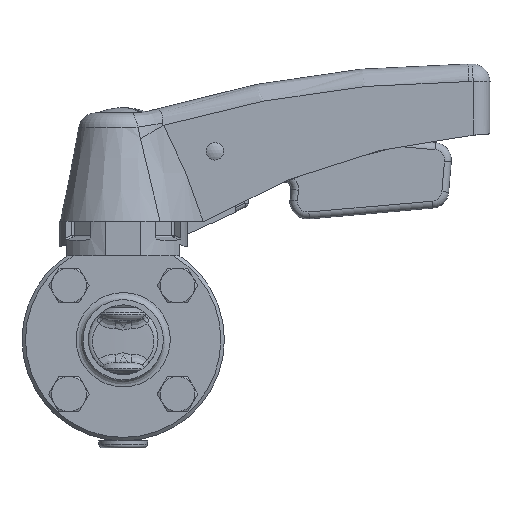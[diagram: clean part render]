
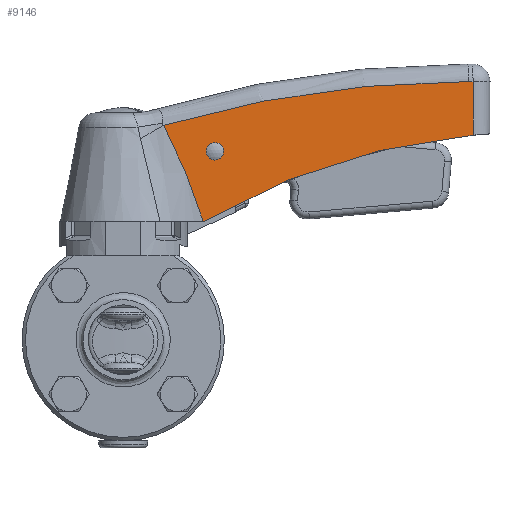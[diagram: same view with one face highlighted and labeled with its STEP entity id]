
A CAD part, left-side view. The second image highlights one B-rep face of the part: STEP entity #9146.
In plain terms, the highlighted planar face has unit normal (-1, -0.026, 0).
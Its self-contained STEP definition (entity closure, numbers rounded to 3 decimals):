
#3389=CARTESIAN_POINT('',(-10.395,-23.28,34.));
#3390=VERTEX_POINT('',#3389);
#3397=CARTESIAN_POINT('',(-10.405,-22.908,34.));
#3398=VERTEX_POINT('',#3397);
#3399=CARTESIAN_POINT('',(-10.395,-23.28,34.));
#3400=DIRECTION('',(-0.026,1.,0.));
#3401=VECTOR('',#3400,0.372);
#3402=LINE('',#3399,#3401);
#3403=EDGE_CURVE('',#3390,#3398,#3402,.T.);
#6982=CARTESIAN_POINT('',(-10.251,-28.778,54.));
#6983=VERTEX_POINT('',#6982);
#6984=CARTESIAN_POINT('',(-10.316,-26.279,54.));
#6985=DIRECTION('',(1.,0.026,0.));
#6986=DIRECTION('',(-0.026,1.,0.));
#6987=AXIS2_PLACEMENT_3D('',#6984,#6985,#6986);
#6988=CIRCLE('',#6987,2.5);
#6989=EDGE_CURVE('',#6983,#6983,#6988,.T.);
#7536=CARTESIAN_POINT('',(-8.382,-100.253,58.621));
#7537=VERTEX_POINT('',#7536);
#7551=CARTESIAN_POINT('',(-7.951,-116.73,-125.643));
#7552=DIRECTION('',(-1.,-0.026,0.));
#7553=DIRECTION('',(0.002,-0.062,-0.998));
#7554=AXIS2_PLACEMENT_3D('',#7551,#7552,#7553);
#7555=CIRCLE('',#7554,185.);
#7556=EDGE_CURVE('',#7537,#3390,#7555,.T.);
#8882=CARTESIAN_POINT('',(-10.7,-11.608,61.441));
#8883=VERTEX_POINT('',#8882);
#8936=CARTESIAN_POINT('',(-10.405,-22.908,34.));
#8937=CARTESIAN_POINT('',(-10.451,-21.125,39.368));
#8938=CARTESIAN_POINT('',(-10.538,-17.796,48.71));
#8939=CARTESIAN_POINT('',(-10.645,-13.711,57.758));
#8940=CARTESIAN_POINT('',(-10.7,-11.608,61.441));
#8941=B_SPLINE_CURVE_WITH_KNOTS('',3,(#8936,#8937,#8938,#8939,#8940),.UNSPECIFIED.,.F.,.U.,(4,1,4),(-2.97,-1.273,0.),.UNSPECIFIED.);
#8942=EDGE_CURVE('',#3398,#8883,#8941,.T.);
#9086=CARTESIAN_POINT('',(-8.417,-98.919,74.));
#9087=VERTEX_POINT('',#9086);
#9088=CARTESIAN_POINT('',(-8.417,-98.919,-236.));
#9089=DIRECTION('',(1.,0.026,0.));
#9090=DIRECTION('',(-0.004,0.159,0.987));
#9091=AXIS2_PLACEMENT_3D('',#9088,#9089,#9090);
#9092=CIRCLE('',#9091,310.0);
#9093=EDGE_CURVE('',#8883,#9087,#9092,.T.);
#9118=CARTESIAN_POINT('',(-9.678,-50.702,59.261));
#9119=DIRECTION('',(-1.,-0.026,0.));
#9120=DIRECTION('',(0.026,-1.,0.));
#9121=AXIS2_PLACEMENT_3D('',#9118,#9119,#9120);
#9122=PLANE('',#9121);
#9123=ORIENTED_EDGE('',*,*,#8942,.F.);
#9124=ORIENTED_EDGE('',*,*,#3403,.F.);
#9125=ORIENTED_EDGE('',*,*,#7556,.F.);
#9126=CARTESIAN_POINT('',(-8.382,-100.253,74.));
#9127=VERTEX_POINT('',#9126);
#9128=CARTESIAN_POINT('',(-8.382,-100.253,74.));
#9129=DIRECTION('',(0.0,0.,-1.0));
#9130=VECTOR('',#9129,15.379);
#9131=LINE('',#9128,#9130);
#9132=EDGE_CURVE('',#9127,#7537,#9131,.T.);
#9133=ORIENTED_EDGE('',*,*,#9132,.F.);
#9134=CARTESIAN_POINT('',(-8.417,-98.919,74.));
#9135=DIRECTION('',(0.026,-1.,0.));
#9136=VECTOR('',#9135,1.335);
#9137=LINE('',#9134,#9136);
#9138=EDGE_CURVE('',#9087,#9127,#9137,.T.);
#9139=ORIENTED_EDGE('',*,*,#9138,.F.);
#9140=ORIENTED_EDGE('',*,*,#9093,.F.);
#9141=EDGE_LOOP('',(#9123,#9124,#9125,#9133,#9139,#9140));
#9142=FACE_OUTER_BOUND('',#9141,.T.);
#9143=ORIENTED_EDGE('',*,*,#6989,.T.);
#9144=EDGE_LOOP('',(#9143));
#9145=FACE_BOUND('',#9144,.T.);
#9146=ADVANCED_FACE('',(#9142,#9145),#9122,.T.);
